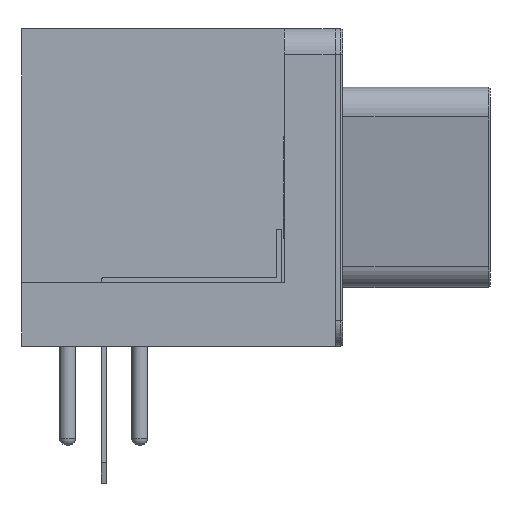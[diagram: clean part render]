
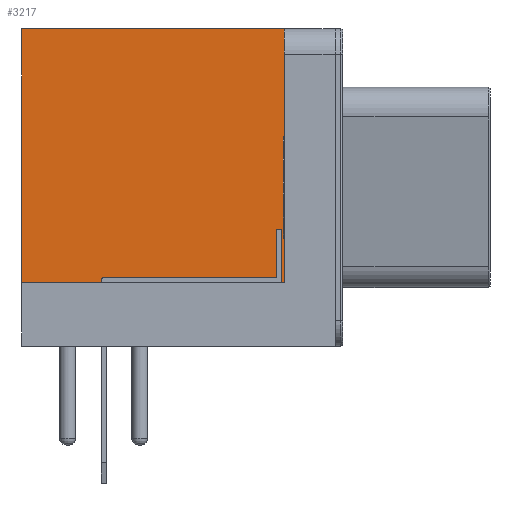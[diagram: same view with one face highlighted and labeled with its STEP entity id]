
A CAD part, left-side view. The second image highlights one B-rep face of the part: STEP entity #3217.
In plain terms, the highlighted planar face has unit normal (-1, 0, 0).
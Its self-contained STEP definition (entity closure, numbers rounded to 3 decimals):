
#2463 = VERTEX_POINT('',#2464);
#2464 = CARTESIAN_POINT('',(-4.36,1.8,12.5));
#2470 = EDGE_CURVE('',#2471,#2463,#2473,.T.);
#2471 = VERTEX_POINT('',#2472);
#2472 = CARTESIAN_POINT('',(-4.36,-8.54,12.5));
#2473 = LINE('',#2474,#2475);
#2474 = CARTESIAN_POINT('',(-4.36,-9.54,12.5));
#2475 = VECTOR('',#2476,1.);
#2476 = DIRECTION('',(0.,1.,0.));
#2560 = EDGE_CURVE('',#2561,#2463,#2563,.T.);
#2561 = VERTEX_POINT('',#2562);
#2562 = CARTESIAN_POINT('',(-4.36,1.8,2.5));
#2563 = LINE('',#2564,#2565);
#2564 = CARTESIAN_POINT('',(-4.36,1.8,4.375));
#2565 = VECTOR('',#2566,1.);
#2566 = DIRECTION('',(0.,0.,1.));
#3047 = VERTEX_POINT('',#3048);
#3048 = CARTESIAN_POINT('',(-4.36,-8.54,2.5));
#3054 = EDGE_CURVE('',#3047,#2471,#3055,.T.);
#3055 = LINE('',#3056,#3057);
#3056 = CARTESIAN_POINT('',(-4.36,-8.54,2.5));
#3057 = VECTOR('',#3058,1.);
#3058 = DIRECTION('',(0.,0.,1.));
#3084 = EDGE_CURVE('',#3047,#2561,#3085,.T.);
#3085 = LINE('',#3086,#3087);
#3086 = CARTESIAN_POINT('',(-4.36,-8.54,2.5));
#3087 = VECTOR('',#3088,1.);
#3088 = DIRECTION('',(0.,1.,0.));
#3217 = ADVANCED_FACE('',(#3218),#3224,.F.);
#3218 = FACE_BOUND('',#3219,.F.);
#3219 = EDGE_LOOP('',(#3220,#3221,#3222,#3223));
#3220 = ORIENTED_EDGE('',*,*,#3054,.F.);
#3221 = ORIENTED_EDGE('',*,*,#3084,.T.);
#3222 = ORIENTED_EDGE('',*,*,#2560,.T.);
#3223 = ORIENTED_EDGE('',*,*,#2470,.F.);
#3224 = PLANE('',#3225);
#3225 = AXIS2_PLACEMENT_3D('',#3226,#3227,#3228);
#3226 = CARTESIAN_POINT('',(-4.36,-8.54,2.5));
#3227 = DIRECTION('',(1.,0.,0.));
#3228 = DIRECTION('',(0.,0.,1.));
